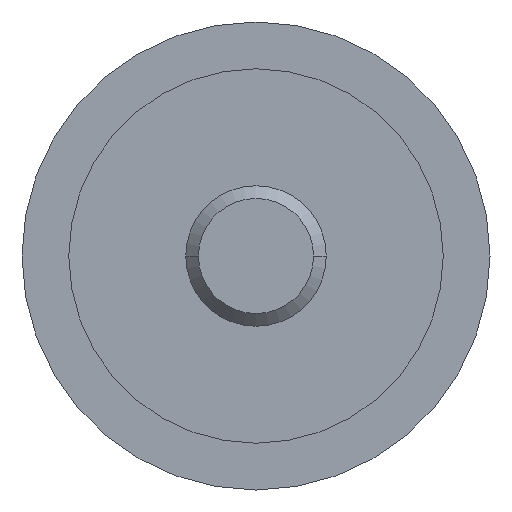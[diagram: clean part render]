
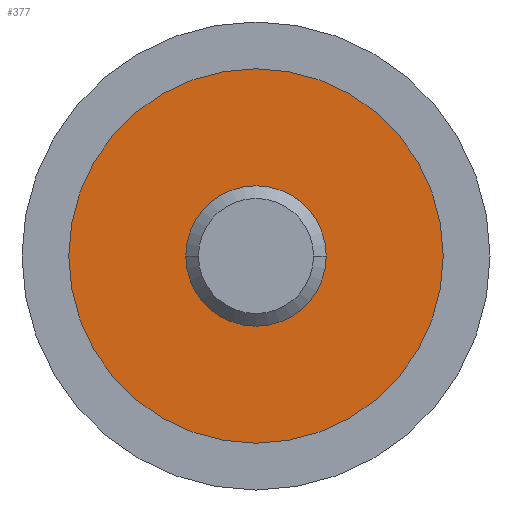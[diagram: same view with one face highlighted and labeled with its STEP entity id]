
A CAD part, front view. The second image highlights one B-rep face of the part: STEP entity #377.
In plain terms, the highlighted planar face has unit normal (0, -1, 0).
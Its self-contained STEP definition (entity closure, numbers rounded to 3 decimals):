
#221=EDGE_CURVE('',#237,#287,#569,.T.);
#237=VERTEX_POINT('',#585);
#249=EDGE_CURVE('',#429,#253,#599,.T.);
#253=VERTEX_POINT('',#605);
#287=VERTEX_POINT('',#645);
#319=EDGE_CURVE('',#287,#237,#682,.T.);
#377=ADVANCED_FACE('',(#747,#748),#749,.T.);
#429=VERTEX_POINT('',#810);
#477=EDGE_CURVE('',#253,#429,#866,.T.);
#569=CIRCLE('',#964,8.0);
#585=CARTESIAN_POINT('',(-8.0,0.0,0.));
#599=CIRCLE('',#1003,3.0);
#605=CARTESIAN_POINT('',(-3.0,0.0,0.));
#645=CARTESIAN_POINT('',(8.0,0.0,0.0));
#682=CIRCLE('',#1108,8.0);
#747=FACE_BOUND('',#1189,.T.);
#748=FACE_OUTER_BOUND('',#1190,.T.);
#749=PLANE('',#1191);
#810=CARTESIAN_POINT('',(3.0,0.0,0.));
#866=CIRCLE('',#1342,3.0);
#964=AXIS2_PLACEMENT_3D('',#1429,#1430,#1431);
#1003=AXIS2_PLACEMENT_3D('',#1457,#1458,#1459);
#1108=AXIS2_PLACEMENT_3D('',#1568,#1569,#1570);
#1189=EDGE_LOOP('',(#1635,#1636));
#1190=EDGE_LOOP('',(#1637,#1638));
#1191=AXIS2_PLACEMENT_3D('',#1639,#1640,#1641);
#1342=AXIS2_PLACEMENT_3D('',#1808,#1809,#1810);
#1429=CARTESIAN_POINT('',(0.0,0.0,0.0));
#1430=DIRECTION('',(0.0,-1.0,0.0));
#1431=DIRECTION('',(1.0,0.0,0.0));
#1457=CARTESIAN_POINT('',(0.0,0.0,0.0));
#1458=DIRECTION('',(-0.0,1.0,0.0));
#1459=DIRECTION('',(1.0,0.0,0.0));
#1568=CARTESIAN_POINT('',(0.0,0.0,0.0));
#1569=DIRECTION('',(0.0,-1.0,0.0));
#1570=DIRECTION('',(1.0,0.0,0.0));
#1635=ORIENTED_EDGE('',*,*,#477,.T.);
#1636=ORIENTED_EDGE('',*,*,#249,.T.);
#1637=ORIENTED_EDGE('',*,*,#319,.T.);
#1638=ORIENTED_EDGE('',*,*,#221,.T.);
#1639=CARTESIAN_POINT('',(0.0,0.0,0.0));
#1640=DIRECTION('',(0.0,-1.0,0.0));
#1641=DIRECTION('',(-1.0,0.0,0.0));
#1808=CARTESIAN_POINT('',(0.0,0.0,0.0));
#1809=DIRECTION('',(-0.0,1.0,0.0));
#1810=DIRECTION('',(1.0,0.0,0.0));
